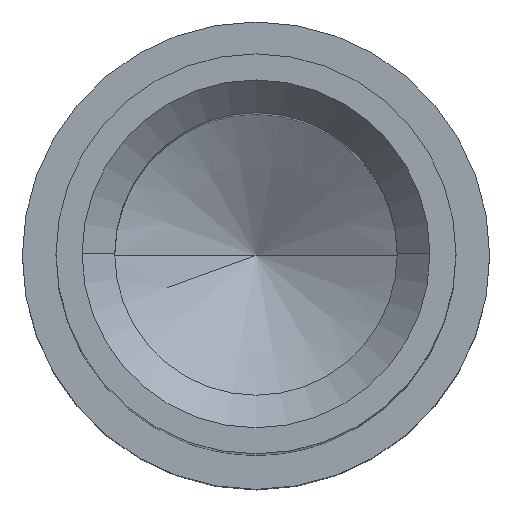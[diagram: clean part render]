
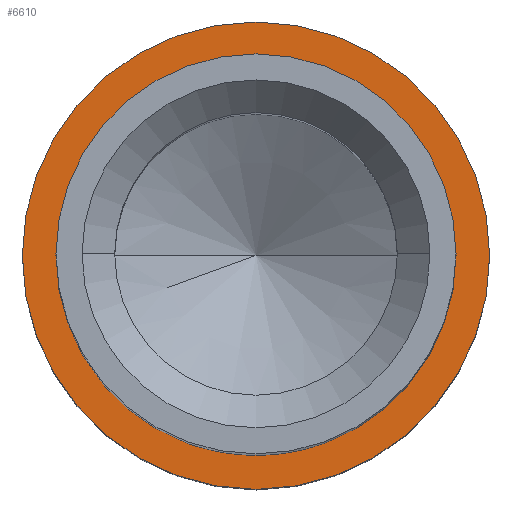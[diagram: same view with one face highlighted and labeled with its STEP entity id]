
A CAD part, top view. The second image highlights one B-rep face of the part: STEP entity #6610.
In plain terms, the highlighted face is planar.
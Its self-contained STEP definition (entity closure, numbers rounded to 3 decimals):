
#6020=CARTESIAN_POINT('',(-4.8,0.725,
0.));
#6030=VERTEX_POINT('',#6020);
#6060=CARTESIAN_POINT('',(-4.8,0.,
0.));
#6070=DIRECTION('',(1.,0.,0.));
#6080=DIRECTION('',(0.,0.,-1.));
#6090=AXIS2_PLACEMENT_3D('',#6060,#6070,#6080);
#6100=CIRCLE('',#6090,0.725);
#6110=CARTESIAN_POINT('',(-4.8,-0.725,
0.));
#6120=VERTEX_POINT('',#6110);
#6130=EDGE_CURVE('',#6120,#6030,#6100,.T.);
#6360=CARTESIAN_POINT('',(-4.8,0.,0.));
#6370=DIRECTION('',(1.,0.,0.));
#6380=DIRECTION('',(0.,-1.,0.));
#6390=AXIS2_PLACEMENT_3D('',#6360,#6370,#6380);
#6400=PLANE('',#6390);
#6410=EDGE_CURVE('',#6030,#6120,#6100,.T.);
#6420=ORIENTED_EDGE('',*,*,#6410,.F.);
#6430=ORIENTED_EDGE('',*,*,#6130,.F.);
#6440=EDGE_LOOP('',(#6430,#6420));
#6450=FACE_BOUND('',#6440,.T.);
#6460=CARTESIAN_POINT('',(-4.8,0.,
0.));
#6470=DIRECTION('',(1.,0.,0.));
#6480=DIRECTION('',(0.,-1.,0.));
#6490=AXIS2_PLACEMENT_3D('',#6460,#6470,#6480);
#6500=CIRCLE('',#6490,1.075);
#6510=CARTESIAN_POINT('',(-4.8,1.075,0.));
#6520=VERTEX_POINT('',#6510);
#6530=CARTESIAN_POINT('',(-4.8,-1.075,
0.));
#6540=VERTEX_POINT('',#6530);
#6550=EDGE_CURVE('',#6520,#6540,#6500,.T.);
#6560=ORIENTED_EDGE('',*,*,#6550,.T.);
#6570=EDGE_CURVE('',#6540,#6520,#6500,.T.);
#6580=ORIENTED_EDGE('',*,*,#6570,.T.);
#6590=EDGE_LOOP('',(#6580,#6560));
#6600=FACE_OUTER_BOUND('',#6590,.T.);
#6610=ADVANCED_FACE('',(#6450,#6600),#6400,.T.);
